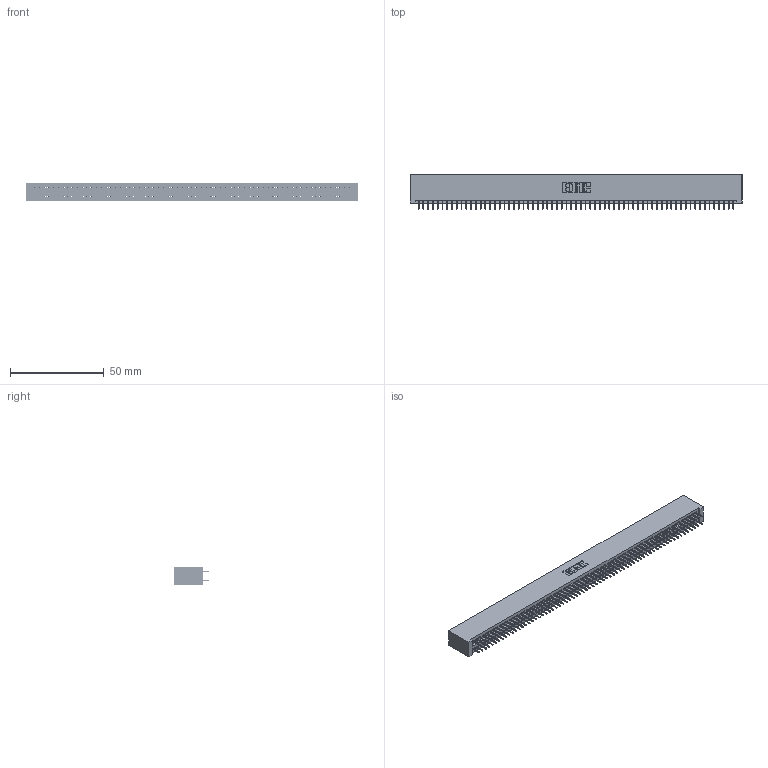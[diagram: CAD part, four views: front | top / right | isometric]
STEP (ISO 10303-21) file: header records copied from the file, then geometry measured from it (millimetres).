
FILE_DESCRIPTION (( 'STEP AP203' ), '1' );
FILE_NAME ('395-134-525-201.STEP', '2020-09-26T03:02:32', ( '' ), ( '' ), 'SwSTEP 2.0', 'SolidWorks 2020', '' );
FILE_SCHEMA (( 'CONFIG_CONTROL_DESIGN' ));
Length unit declared in the file: inch
Products named in the file (3): 345 Part_No Mounting Lugs; 395-134-525-201; 345-292-001_345-293-125
Assembly tree (135 placements, depth 2):
  395-134-525-201
    345 Part_No Mounting Lugs
    345-292-001_345-293-125  x134
Bounding box: 176.78 x 18.72 x 9.4 mm (x, y, z)
Volume: 17800.4 mm3; surface area: 26434.8 mm2
Topology: 135 solids, 135 shells, 7354 faces, 20819 edges, 13342 vertices
Faces by surface type: plane 5302, cylinder 2052
Entity records: 49001 total; most frequent: CARTESIAN_POINT 8188, ORIENTED_EDGE 8122, DIRECTION 7185, EDGE_CURVE 4061, LINE 3673, VECTOR 3673, VERTEX_POINT 2702, AXIS2_PLACEMENT_3D 1756
